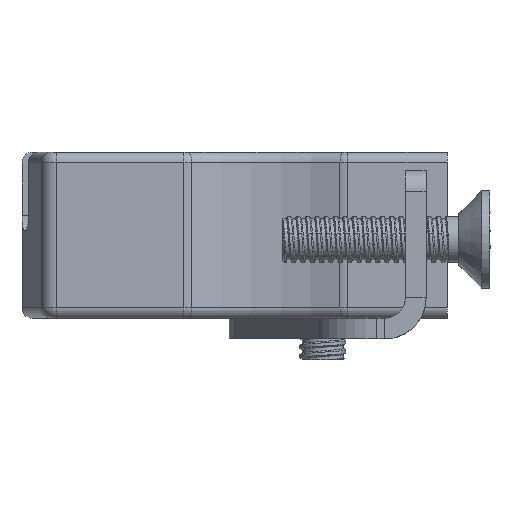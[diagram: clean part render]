
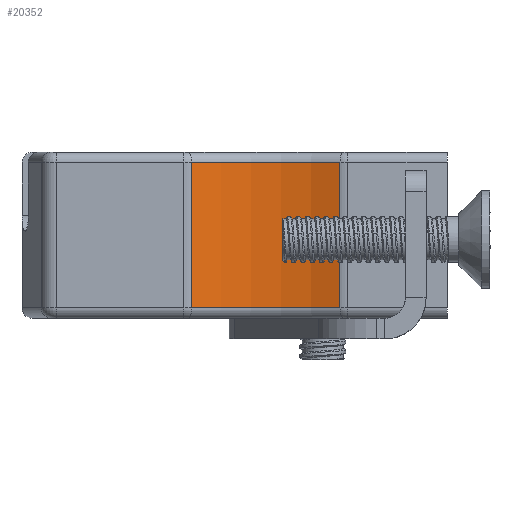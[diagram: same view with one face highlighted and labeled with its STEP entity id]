
A CAD part, front view. The second image highlights one B-rep face of the part: STEP entity #20352.
In plain terms, the highlighted cylindrical face has radius 9.75 mm (diameter 19.5 mm), a partial arc.
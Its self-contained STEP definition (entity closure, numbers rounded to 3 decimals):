
#4239 = EDGE_CURVE ( 'NONE', #52873, #10118, #27412, .T. ) ;
#4324 = CARTESIAN_POINT ( 'NONE',  ( -12.328, -8.23, 4. ) ) ;
#10118 = VERTEX_POINT ( 'NONE', #25795 ) ;
#10749 = DIRECTION ( 'NONE',  ( 0., 0., -1. ) ) ;
#14678 = EDGE_LOOP ( 'NONE', ( #61610, #63597, #53883, #47300 ) ) ;
#14905 = DIRECTION ( 'NONE',  ( 0., 0., -1. ) ) ;
#17318 = FACE_OUTER_BOUND ( 'NONE', #14678, .T. ) ;
#18458 = CARTESIAN_POINT ( 'NONE',  ( -8.75, -17.3, -3.5 ) ) ;
#19507 = LINE ( 'NONE', #4324, #82981 ) ;
#19889 = EDGE_CURVE ( 'NONE', #43961, #52873, #19507, .T. ) ;
#20352 = ADVANCED_FACE ( 'NONE', ( #17318 ), #39168, .F. ) ;
#23678 = CARTESIAN_POINT ( 'NONE',  ( -12.328, -8.23, 3.5 ) ) ;
#24071 = CIRCLE ( 'NONE', #80407, 9.75 ) ;
#25795 = CARTESIAN_POINT ( 'NONE',  ( -5.172, -8.23, -3.5 ) ) ;
#27155 = CARTESIAN_POINT ( 'NONE',  ( -8.75, -17.3, 3.5 ) ) ;
#27412 = CIRCLE ( 'NONE', #50040, 9.75 ) ;
#27459 = DIRECTION ( 'NONE',  ( 0., 0., 1. ) ) ;
#32826 = VECTOR ( 'NONE', #14905, 1000. ) ;
#33333 = DIRECTION ( 'NONE',  ( 0., 0., -1. ) ) ;
#39168 = CYLINDRICAL_SURFACE ( 'NONE', #53639, 9.75 ) ;
#43711 = LINE ( 'NONE', #63840, #32826 ) ;
#43961 = VERTEX_POINT ( 'NONE', #23678 ) ;
#47300 = ORIENTED_EDGE ( 'NONE', *, *, #52057, .T. ) ;
#50040 = AXIS2_PLACEMENT_3D ( 'NONE', #18458, #74456, #80285 ) ;
#52057 = EDGE_CURVE ( 'NONE', #69477, #43961, #24071, .T. ) ;
#52873 = VERTEX_POINT ( 'NONE', #90470 ) ;
#53129 = EDGE_CURVE ( 'NONE', #69477, #10118, #43711, .T. ) ;
#53639 = AXIS2_PLACEMENT_3D ( 'NONE', #89622, #33333, #75260 ) ;
#53883 = ORIENTED_EDGE ( 'NONE', *, *, #53129, .F. ) ;
#54668 = DIRECTION ( 'NONE',  ( 1., 0., 0. ) ) ;
#61610 = ORIENTED_EDGE ( 'NONE', *, *, #19889, .T. ) ;
#63597 = ORIENTED_EDGE ( 'NONE', *, *, #4239, .T. ) ;
#63840 = CARTESIAN_POINT ( 'NONE',  ( -5.172, -8.23, 4. ) ) ;
#69477 = VERTEX_POINT ( 'NONE', #82238 ) ;
#74456 = DIRECTION ( 'NONE',  ( 0., 0., -1. ) ) ;
#75260 = DIRECTION ( 'NONE',  ( -1., 0., 0. ) ) ;
#80285 = DIRECTION ( 'NONE',  ( 1., 0., 0. ) ) ;
#80407 = AXIS2_PLACEMENT_3D ( 'NONE', #27155, #27459, #54668 ) ;
#82238 = CARTESIAN_POINT ( 'NONE',  ( -5.172, -8.23, 3.5 ) ) ;
#82981 = VECTOR ( 'NONE', #10749, 1000. ) ;
#89622 = CARTESIAN_POINT ( 'NONE',  ( -8.75, -17.3, 4. ) ) ;
#90470 = CARTESIAN_POINT ( 'NONE',  ( -12.328, -8.23, -3.5 ) ) ;
